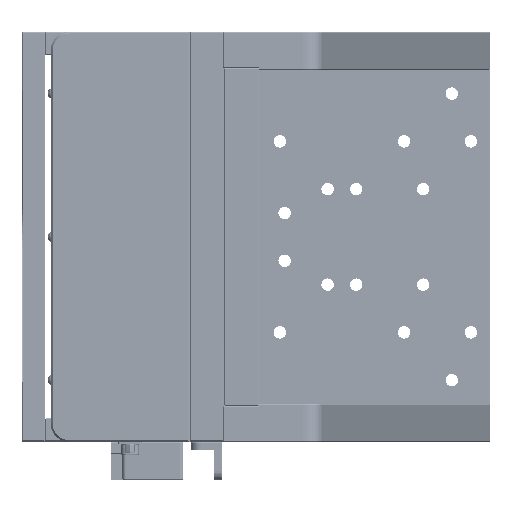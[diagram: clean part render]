
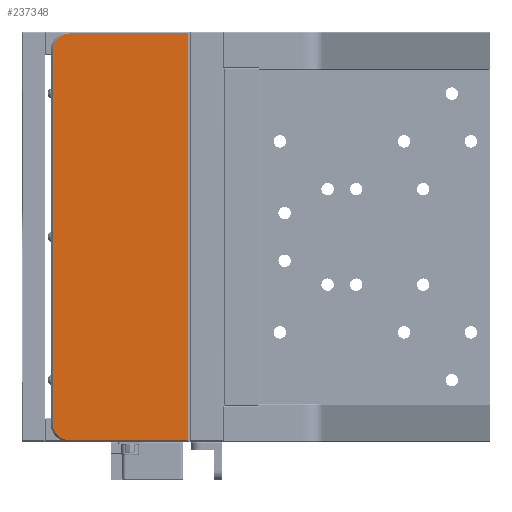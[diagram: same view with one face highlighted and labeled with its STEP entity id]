
A CAD part, left-side view. The second image highlights one B-rep face of the part: STEP entity #237348.
In plain terms, the highlighted planar face has unit normal (-1, 0, 0).
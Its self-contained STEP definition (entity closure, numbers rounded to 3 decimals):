
#5447 = DIRECTION ( 'NONE',  ( -1., 0., 0. ) ) ;
#10916 = VERTEX_POINT ( 'NONE', #70671 ) ;
#14011 = VERTEX_POINT ( 'NONE', #238063 ) ;
#18090 = DIRECTION ( 'NONE',  ( 0., 0., 1. ) ) ;
#30601 = PLANE ( 'NONE',  #95151 ) ;
#32400 = DIRECTION ( 'NONE',  ( -1., 0., 0. ) ) ;
#33203 = CARTESIAN_POINT ( 'NONE',  ( -364.512, 80., -214. ) ) ;
#36656 = EDGE_CURVE ( 'NONE', #10916, #135026, #76124, .T. ) ;
#36726 = EDGE_LOOP ( 'NONE', ( #162291, #142764, #109571, #119579, #67078, #182209 ) ) ;
#38787 = CARTESIAN_POINT ( 'NONE',  ( -364.512, 53.5, -107.5 ) ) ;
#41779 = CARTESIAN_POINT ( 'NONE',  ( -364.512, 89., -107.5 ) ) ;
#45968 = VECTOR ( 'NONE', #253533, 1000. ) ;
#55956 = VERTEX_POINT ( 'NONE', #63358 ) ;
#63358 = CARTESIAN_POINT ( 'NONE',  ( -364.512, 18., -1. ) ) ;
#67078 = ORIENTED_EDGE ( 'NONE', *, *, #203538, .T. ) ;
#70671 = CARTESIAN_POINT ( 'NONE',  ( -364.512, 80., -1. ) ) ;
#76124 = CIRCLE ( 'NONE', #89622, 9. ) ;
#76842 = LINE ( 'NONE', #121975, #158586 ) ;
#80374 = EDGE_CURVE ( 'NONE', #55956, #10916, #246492, .T. ) ;
#85542 = DIRECTION ( 'NONE',  ( 0., 0., 1. ) ) ;
#89622 = AXIS2_PLACEMENT_3D ( 'NONE', #184460, #32400, #121720 ) ;
#93196 = FACE_OUTER_BOUND ( 'NONE', #36726, .T. ) ;
#95151 = AXIS2_PLACEMENT_3D ( 'NONE', #38787, #184422, #249654 ) ;
#101305 = LINE ( 'NONE', #41779, #45968 ) ;
#109571 = ORIENTED_EDGE ( 'NONE', *, *, #80374, .T. ) ;
#113066 = DIRECTION ( 'NONE',  ( 0., -1., 0. ) ) ;
#116166 = EDGE_CURVE ( 'NONE', #231690, #150185, #151629, .T. ) ;
#118740 = CARTESIAN_POINT ( 'NONE',  ( -364.512, 89., -205. ) ) ;
#119579 = ORIENTED_EDGE ( 'NONE', *, *, #36656, .T. ) ;
#121720 = DIRECTION ( 'NONE',  ( 0., 0., 1. ) ) ;
#121975 = CARTESIAN_POINT ( 'NONE',  ( -364.512, 18., -107.5 ) ) ;
#123533 = CARTESIAN_POINT ( 'NONE',  ( -364.512, 53.5, -1. ) ) ;
#135026 = VERTEX_POINT ( 'NONE', #170084 ) ;
#142764 = ORIENTED_EDGE ( 'NONE', *, *, #235456, .T. ) ;
#150185 = VERTEX_POINT ( 'NONE', #33203 ) ;
#151629 = CIRCLE ( 'NONE', #183508, 9. ) ;
#155020 = CARTESIAN_POINT ( 'NONE',  ( -364.512, 53.5, -214. ) ) ;
#158586 = VECTOR ( 'NONE', #18090, 1000. ) ;
#162291 = ORIENTED_EDGE ( 'NONE', *, *, #214604, .T. ) ;
#164551 = DIRECTION ( 'NONE',  ( 0., 1., 0. ) ) ;
#170084 = CARTESIAN_POINT ( 'NONE',  ( -364.512, 89., -10. ) ) ;
#182209 = ORIENTED_EDGE ( 'NONE', *, *, #116166, .T. ) ;
#183508 = AXIS2_PLACEMENT_3D ( 'NONE', #211227, #5447, #85542 ) ;
#184422 = DIRECTION ( 'NONE',  ( 1., 0., 0. ) ) ;
#184460 = CARTESIAN_POINT ( 'NONE',  ( -364.512, 80., -10. ) ) ;
#193009 = LINE ( 'NONE', #155020, #212555 ) ;
#203538 = EDGE_CURVE ( 'NONE', #135026, #231690, #101305, .T. ) ;
#211227 = CARTESIAN_POINT ( 'NONE',  ( -364.512, 80., -205. ) ) ;
#212555 = VECTOR ( 'NONE', #113066, 1000. ) ;
#214006 = VECTOR ( 'NONE', #164551, 1000. ) ;
#214604 = EDGE_CURVE ( 'NONE', #150185, #14011, #193009, .T. ) ;
#231690 = VERTEX_POINT ( 'NONE', #118740 ) ;
#235456 = EDGE_CURVE ( 'NONE', #14011, #55956, #76842, .T. ) ;
#237348 = ADVANCED_FACE ( 'NONE', ( #93196 ), #30601, .F. ) ;
#238063 = CARTESIAN_POINT ( 'NONE',  ( -364.512, 18., -214. ) ) ;
#246492 = LINE ( 'NONE', #123533, #214006 ) ;
#249654 = DIRECTION ( 'NONE',  ( 0., 0., 1. ) ) ;
#253533 = DIRECTION ( 'NONE',  ( 0., 0., -1. ) ) ;
